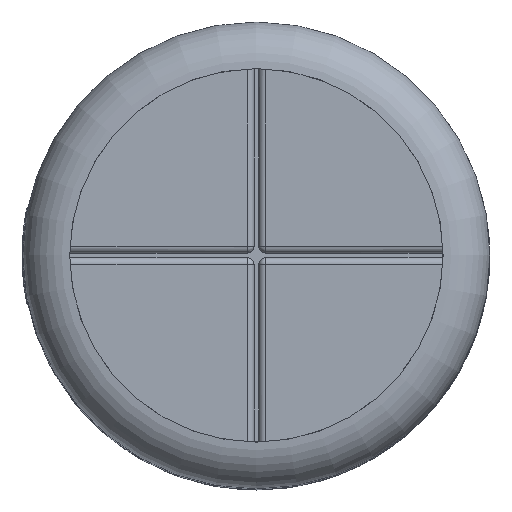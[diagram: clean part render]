
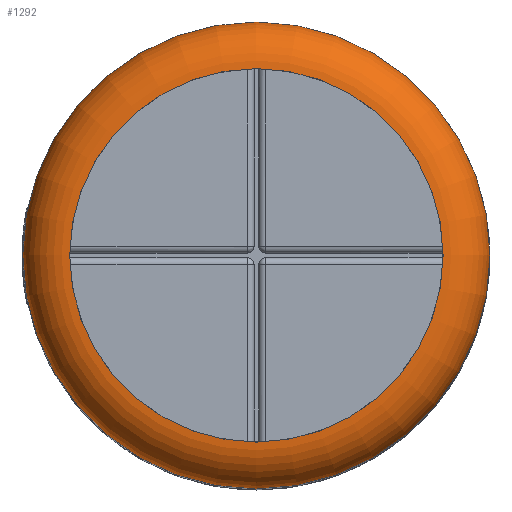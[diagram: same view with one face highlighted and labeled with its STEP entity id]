
A CAD part, top view. The second image highlights one B-rep face of the part: STEP entity #1292.
In plain terms, the highlighted toroidal (fillet/blend) face has major radius 2 mm and minor radius 0.5 mm.
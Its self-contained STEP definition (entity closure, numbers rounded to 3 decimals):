
#21=TOROIDAL_SURFACE('',#1434,2.,0.5);
#401=FACE_OUTER_BOUND('',#471,.T.);
#471=EDGE_LOOP('',(#1215,#1216,#1217,#1218));
#497=CIRCLE('',#1362,2.);
#523=CIRCLE('',#1422,2.5);
#530=CIRCLE('',#1435,0.5);
#576=VERTEX_POINT('',#1999);
#650=VERTEX_POINT('',#2549);
#725=EDGE_CURVE('',#576,#576,#497,.T.);
#829=EDGE_CURVE('',#650,#650,#523,.T.);
#840=EDGE_CURVE('',#576,#650,#530,.T.);
#1215=ORIENTED_EDGE('',*,*,#725,.T.);
#1216=ORIENTED_EDGE('',*,*,#840,.T.);
#1217=ORIENTED_EDGE('',*,*,#829,.T.);
#1218=ORIENTED_EDGE('',*,*,#840,.F.);
#1292=ADVANCED_FACE('',(#401),#21,.T.);
#1362=AXIS2_PLACEMENT_3D('',#2000,#1588,#1589);
#1422=AXIS2_PLACEMENT_3D('',#2550,#1746,#1747);
#1434=AXIS2_PLACEMENT_3D('',#2567,#1774,#1775);
#1435=AXIS2_PLACEMENT_3D('',#2568,#1776,#1777);
#1588=DIRECTION('center_axis',(0.,0.,-1.));
#1589=DIRECTION('ref_axis',(1.,0.,0.));
#1746=DIRECTION('center_axis',(0.,0.,1.));
#1747=DIRECTION('ref_axis',(1.,0.,0.));
#1774=DIRECTION('center_axis',(0.,0.,1.));
#1775=DIRECTION('ref_axis',(1.,0.,0.));
#1776=DIRECTION('center_axis',(0.,-1.,0.));
#1777=DIRECTION('ref_axis',(-1.,0.,0.));
#1999=CARTESIAN_POINT('',(-2.,0.,8.));
#2000=CARTESIAN_POINT('Origin',(0.,0.,8.));
#2549=CARTESIAN_POINT('',(-2.5,0.,7.5));
#2550=CARTESIAN_POINT('Origin',(0.,0.,7.5));
#2567=CARTESIAN_POINT('Origin',(0.,0.,7.5));
#2568=CARTESIAN_POINT('Origin',(-2.,0.,7.5));
